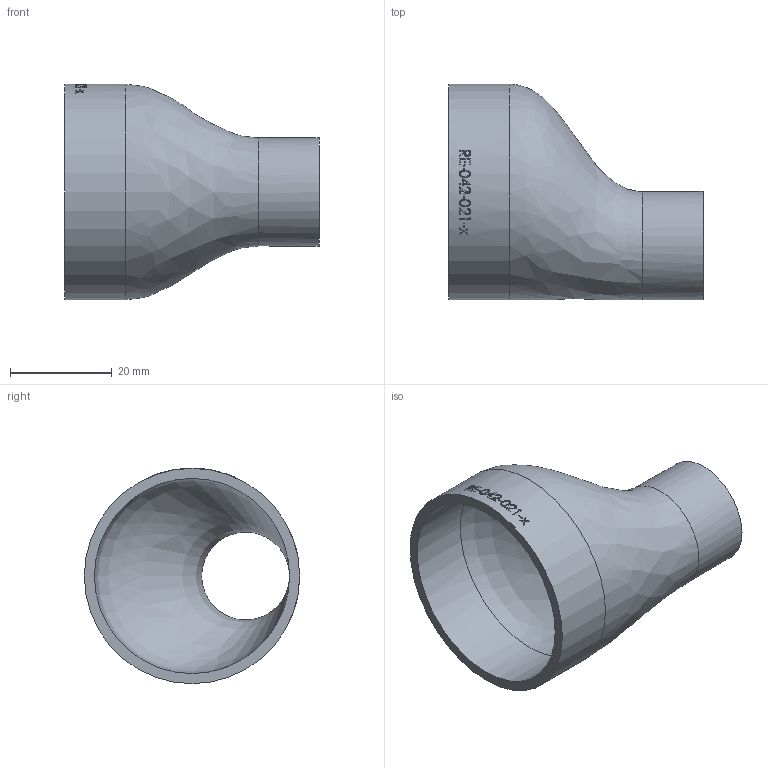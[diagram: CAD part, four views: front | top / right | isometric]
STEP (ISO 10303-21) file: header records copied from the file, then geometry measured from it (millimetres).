
FILE_DESCRIPTION (( 'STEP AP214' ), '1' );
FILE_NAME ('RE-042-021-x Reduzierung Exzenter 42,4x21,3x2,0x2,0 BL50 2012.STEP', '2020-12-30T10:49:23', ( '' ), ( '' ), 'SwSTEP 2.0', 'SolidWorks 2019', '' );
FILE_SCHEMA (( 'AUTOMOTIVE_DESIGN' ));
Length unit declared in the file: millimetre
Products named in the file (1): RE-042-021-x Reduzierung Exzenter 42,4x21,3x2,0x2,0 BL50 2012
Bounding box: 50 x 42.4 x 42.4 mm (x, y, z)
Volume: 10062.7 mm3; surface area: 10368.8 mm2
Topology: 1 solids, 1 shells, 139 faces, 366 edges, 244 vertices
Faces by surface type: plane 62, bspline 55, cylinder 22
Full cylindrical faces by diameter (mm): 17.3 x1, 21.3 x1, 38.4 x1, 42.4 x1
Entity records: 12746 total; most frequent: CARTESIAN_POINT 8447, ORIENTED_EDGE 694, DIRECTION 414, EDGE_CURVE 347, VERTEX_POINT 234, B_SPLINE_CURVE_WITH_KNOTS 176, EDGE_LOOP 161, AXIS2_PLACEMENT_3D 160
